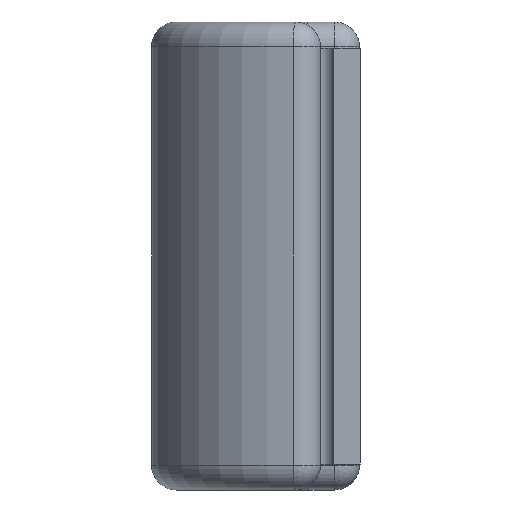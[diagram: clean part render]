
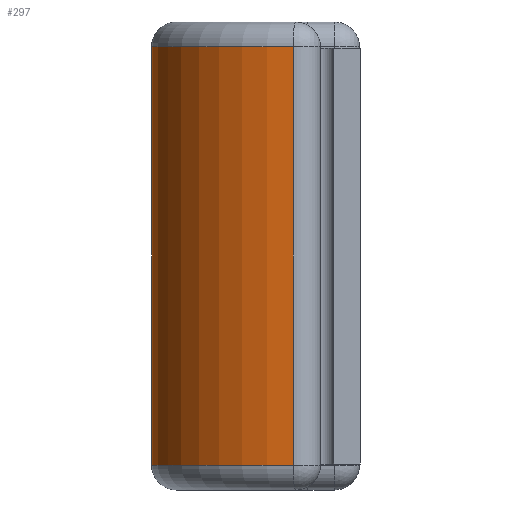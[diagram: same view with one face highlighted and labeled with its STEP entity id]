
A CAD part, left-side view. The second image highlights one B-rep face of the part: STEP entity #297.
In plain terms, the highlighted cylindrical face has radius 4.775 mm (diameter 9.55 mm), a partial arc.
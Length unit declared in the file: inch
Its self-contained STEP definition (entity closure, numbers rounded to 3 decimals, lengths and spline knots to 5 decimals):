
#21 = EDGE_CURVE ( 'NONE', #1433, #1026, #340, .T. ) ;
#46 = CARTESIAN_POINT ( 'NONE',  ( 0.49982, 0.0808, -0.25125 ) ) ;
#52 = CYLINDRICAL_SURFACE ( 'NONE', #85, 0.188 ) ;
#54 = VERTEX_POINT ( 'NONE', #1039 ) ;
#69 = CARTESIAN_POINT ( 'NONE',  ( 0.49982, 0.0808, 0.25 ) ) ;
#85 = AXIS2_PLACEMENT_3D ( 'NONE', #1348, #1096, #965 ) ;
#297 = ADVANCED_FACE ( 'NONE', ( #1569 ), #52, .T. ) ;
#340 = LINE ( 'NONE', #628, #1691 ) ;
#468 = CIRCLE ( 'NONE', #1273, 0.188 ) ;
#488 = EDGE_CURVE ( 'NONE', #1433, #1282, #1242, .T. ) ;
#549 = DIRECTION ( 'NONE',  ( 0., 0., 1. ) ) ;
#564 = CARTESIAN_POINT ( 'NONE',  ( 0.687, 0.06325, -0.25125 ) ) ;
#594 = DIRECTION ( 'NONE',  ( 0., 0., 1. ) ) ;
#616 = EDGE_LOOP ( 'NONE', ( #939, #1158, #862, #1547 ) ) ;
#628 = CARTESIAN_POINT ( 'NONE',  ( 0.875, 0.06325, -0.25125 ) ) ;
#701 = DIRECTION ( 'NONE',  ( 1., 0., 0. ) ) ;
#862 = ORIENTED_EDGE ( 'NONE', *, *, #922, .F. ) ;
#883 = LINE ( 'NONE', #69, #1249 ) ;
#922 = EDGE_CURVE ( 'NONE', #1026, #54, #468, .T. ) ;
#939 = ORIENTED_EDGE ( 'NONE', *, *, #488, .T. ) ;
#965 = DIRECTION ( 'NONE',  ( 1., 0., 0. ) ) ;
#1026 = VERTEX_POINT ( 'NONE', #1297 ) ;
#1039 = CARTESIAN_POINT ( 'NONE',  ( 0.49982, 0.0808, 0.25125 ) ) ;
#1096 = DIRECTION ( 'NONE',  ( 0., 0., 1. ) ) ;
#1158 = ORIENTED_EDGE ( 'NONE', *, *, #1459, .T. ) ;
#1242 = CIRCLE ( 'NONE', #1383, 0.188 ) ;
#1249 = VECTOR ( 'NONE', #594, 39.37008 ) ;
#1273 = AXIS2_PLACEMENT_3D ( 'NONE', #1349, #549, #1482 ) ;
#1282 = VERTEX_POINT ( 'NONE', #46 ) ;
#1297 = CARTESIAN_POINT ( 'NONE',  ( 0.875, 0.06325, 0.25125 ) ) ;
#1348 = CARTESIAN_POINT ( 'NONE',  ( 0.687, 0.06325, 0.25 ) ) ;
#1349 = CARTESIAN_POINT ( 'NONE',  ( 0.687, 0.06325, 0.25125 ) ) ;
#1383 = AXIS2_PLACEMENT_3D ( 'NONE', #564, #1495, #701 ) ;
#1433 = VERTEX_POINT ( 'NONE', #1516 ) ;
#1459 = EDGE_CURVE ( 'NONE', #1282, #54, #883, .T. ) ;
#1482 = DIRECTION ( 'NONE',  ( 1., 0., 0. ) ) ;
#1495 = DIRECTION ( 'NONE',  ( 0., 0., 1. ) ) ;
#1516 = CARTESIAN_POINT ( 'NONE',  ( 0.875, 0.06325, -0.25125 ) ) ;
#1547 = ORIENTED_EDGE ( 'NONE', *, *, #21, .F. ) ;
#1555 = DIRECTION ( 'NONE',  ( 0., 0., 1. ) ) ;
#1569 = FACE_OUTER_BOUND ( 'NONE', #616, .T. ) ;
#1691 = VECTOR ( 'NONE', #1555, 39.37008 ) ;
